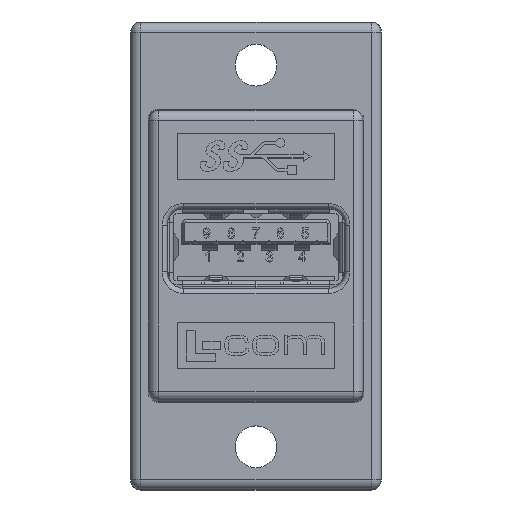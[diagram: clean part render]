
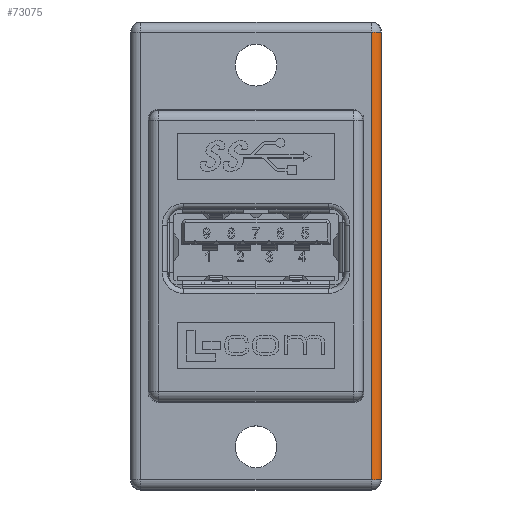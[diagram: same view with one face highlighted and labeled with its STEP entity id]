
A CAD part, top view. The second image highlights one B-rep face of the part: STEP entity #73075.
In plain terms, the highlighted cylindrical face has radius 0.762 mm (diameter 1.524 mm), a partial arc.
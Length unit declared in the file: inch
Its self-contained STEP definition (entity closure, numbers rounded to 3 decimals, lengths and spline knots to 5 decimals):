
#4008 = AXIS2_PLACEMENT_3D ( 'NONE', #60249, #35419, #24282 ) ;
#6114 = CYLINDRICAL_SURFACE ( 'NONE', #131006, 0.03 ) ;
#6302 = EDGE_LOOP ( 'NONE', ( #138831, #75376, #67015, #23044 ) ) ;
#9248 = DIRECTION ( 'NONE',  ( 0., -1., 0. ) ) ;
#10221 = DIRECTION ( 'NONE',  ( 0., -1., 0. ) ) ;
#10242 = DIRECTION ( 'NONE',  ( 0., 1., 0. ) ) ;
#23044 = ORIENTED_EDGE ( 'NONE', *, *, #49352, .F. ) ;
#24282 = DIRECTION ( 'NONE',  ( 0., 0., -1. ) ) ;
#35419 = DIRECTION ( 'NONE',  ( 0., -1., 0. ) ) ;
#35914 = CARTESIAN_POINT ( 'NONE',  ( -0.34439, 0.66939, 0.07 ) ) ;
#39878 = CARTESIAN_POINT ( 'NONE',  ( -0.34439, -0.66939, 0.1 ) ) ;
#42174 = CIRCLE ( 'NONE', #4008, 0.03 ) ;
#48077 = DIRECTION ( 'NONE',  ( 0., 0., -1. ) ) ;
#49352 = EDGE_CURVE ( 'NONE', #108960, #107373, #111959, .T. ) ;
#52085 = VERTEX_POINT ( 'NONE', #110361 ) ;
#57516 = FACE_OUTER_BOUND ( 'NONE', #6302, .T. ) ;
#60249 = CARTESIAN_POINT ( 'NONE',  ( -0.34439, -0.66939, 0.07 ) ) ;
#65400 = VECTOR ( 'NONE', #10242, 39.37008 ) ;
#67015 = ORIENTED_EDGE ( 'NONE', *, *, #113632, .F. ) ;
#70480 = CARTESIAN_POINT ( 'NONE',  ( -0.37439, 0.66913, 0.07026 ) ) ;
#70589 = CARTESIAN_POINT ( 'NONE',  ( -0.37439, 0.66939, 0.07026 ) ) ;
#72504 = CARTESIAN_POINT ( 'NONE',  ( -0.34439, -0.7, 0.07 ) ) ;
#73075 = ADVANCED_FACE ( 'NONE', ( #57516 ), #6114, .T. ) ;
#75376 = ORIENTED_EDGE ( 'NONE', *, *, #151978, .F. ) ;
#81129 = CARTESIAN_POINT ( 'NONE',  ( -0.34439, -0.66913, 0.1 ) ) ;
#84031 = CIRCLE ( 'NONE', #149268, 0.03 ) ;
#94787 = DIRECTION ( 'NONE',  ( 0., 0., -1. ) ) ;
#96186 = CARTESIAN_POINT ( 'NONE',  ( -0.34439, 0.66939, 0.1 ) ) ;
#107373 = VERTEX_POINT ( 'NONE', #39878 ) ;
#108039 = VERTEX_POINT ( 'NONE', #70589 ) ;
#108960 = VERTEX_POINT ( 'NONE', #96186 ) ;
#108991 = EDGE_CURVE ( 'NONE', #108960, #108039, #84031, .T. ) ;
#110361 = CARTESIAN_POINT ( 'NONE',  ( -0.37439, -0.66939, 0.07026 ) ) ;
#111959 = LINE ( 'NONE', #81129, #140280 ) ;
#113632 = EDGE_CURVE ( 'NONE', #107373, #52085, #42174, .T. ) ;
#129697 = LINE ( 'NONE', #70480, #65400 ) ;
#131006 = AXIS2_PLACEMENT_3D ( 'NONE', #72504, #10221, #94787 ) ;
#138831 = ORIENTED_EDGE ( 'NONE', *, *, #108991, .T. ) ;
#140280 = VECTOR ( 'NONE', #9248, 39.37008 ) ;
#142741 = DIRECTION ( 'NONE',  ( 0., -1., 0. ) ) ;
#149268 = AXIS2_PLACEMENT_3D ( 'NONE', #35914, #142741, #48077 ) ;
#151978 = EDGE_CURVE ( 'NONE', #52085, #108039, #129697, .T. ) ;
